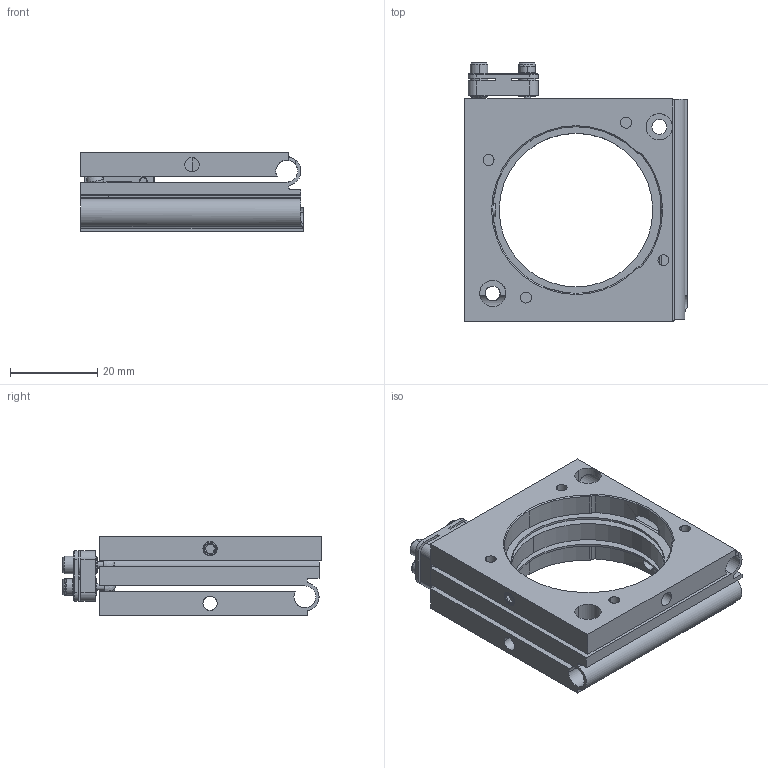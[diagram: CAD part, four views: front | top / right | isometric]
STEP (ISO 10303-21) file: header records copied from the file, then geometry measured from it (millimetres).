
FILE_DESCRIPTION (( 'STEP AP203' ), '1' );
FILE_NAME ('1.1.6.23_ZJR-BS1.5.STEP', '2024-01-25T07:48:15', ( '' ), ( '' ), 'SwSTEP 2.0', 'SolidWorks 2021', '' );
FILE_SCHEMA (( 'CONFIG_CONTROL_DESIGN' ));
Length unit declared in the file: millimetre
Products named in the file (1): 1.1.6.23_ZJR-BS1.5
Bounding box: 50.8 x 59.09 x 18 mm (x, y, z)
Surface area: 16753.2 mm2 (no closed solid volume)
Topology: 0 solids, 15 shells, 270 faces, 865 edges, 590 vertices
Faces by surface type: cylinder 114, plane 96, cone 46, bspline 14
Entity records: 10675 total; most frequent: CARTESIAN_POINT 3085, ORIENTED_EDGE 1539, DIRECTION 1537, EDGE_CURVE 857, VERTEX_POINT 590, AXIS2_PLACEMENT_3D 576, VECTOR 385, LINE 385
